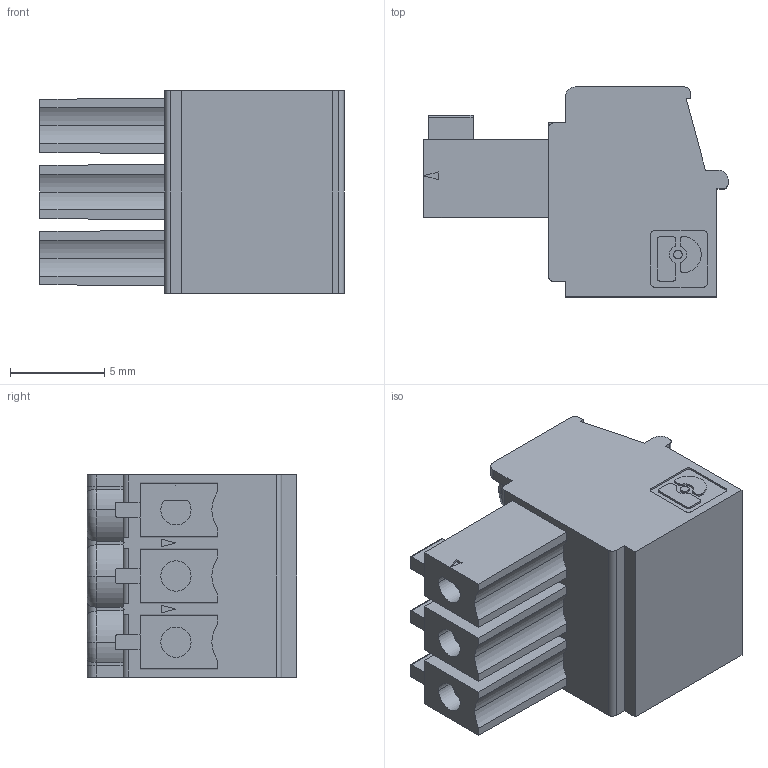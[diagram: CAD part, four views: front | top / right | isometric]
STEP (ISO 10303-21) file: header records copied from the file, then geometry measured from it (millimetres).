
FILE_DESCRIPTION(('SolidDesigner STEP Export'),'1');
FILE_NAME('mc_1.5-3-st-3.5.stp','2000-11-24T12:19:13',(''),(''), 'SolidDesigner STEP processor Version: 7.0(Mar 1999)for AP214(CD)(Solid Model)', 'CoCreate SolidDesigner: 08.01 19-Jun-2000(C) CoCreate Software GmbH','');
FILE_SCHEMA(('AUTOMOTIVE_DESIGN_CC2 {1 2 10303 214 -1 1 5 1}'));
Length unit declared in the file: millimetre
Products named in the file (2): mc_1.5-3-st-3.5
Assembly tree (1 placements, depth 2):
  mc_1.5-3-st-3.5
    mc_1.5-3-st-3.5
Bounding box: 16.1 x 11.1 x 10.7 mm (x, y, z)
Volume: 1088.9 mm3; surface area: 1107.9 mm2
Topology: 1 solids, 1 shells, 260 faces, 686 edges, 450 vertices
Faces by surface type: plane 140, cylinder 90, torus 18, cone 12
Entity records: 10803 total; most frequent: CARTESIAN_POINT 2476, ORIENTED_EDGE 1372, DIRECTION 1178, EDGE_CURVE 686, VERTEX_POINT 450, VECTOR 408, LINE 408, AXIS2_PLACEMENT_3D 385
